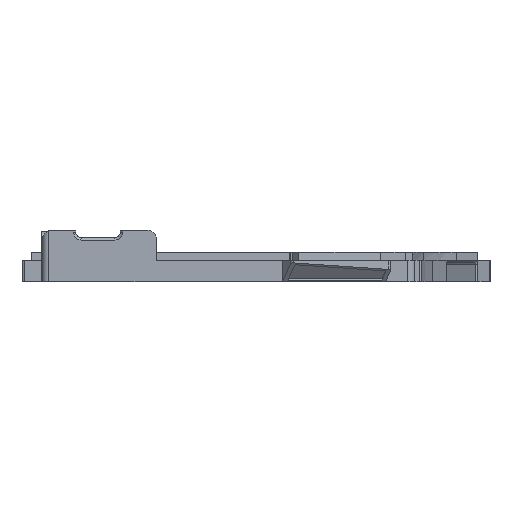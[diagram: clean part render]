
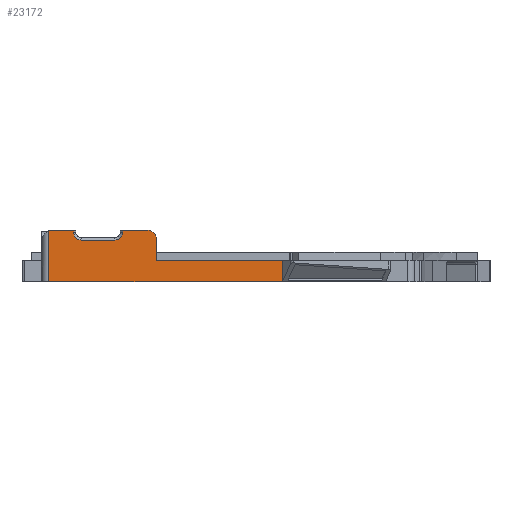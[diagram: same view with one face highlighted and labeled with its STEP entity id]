
A CAD part, left-side view. The second image highlights one B-rep face of the part: STEP entity #23172.
In plain terms, the highlighted planar face has unit normal (-1, 0, 0).
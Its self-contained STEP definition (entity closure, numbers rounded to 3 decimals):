
#1830=LINE('',#30692,#4004);
#2622=LINE('',#35712,#4796);
#2643=LINE('',#35777,#4817);
#3115=LINE('',#38705,#5289);
#3122=LINE('',#38726,#5296);
#3124=LINE('',#38731,#5298);
#3130=LINE('',#38745,#5304);
#3171=LINE('',#38842,#5345);
#3179=LINE('',#38862,#5353);
#3689=LINE('',#41866,#5863);
#3690=LINE('',#41868,#5864);
#4004=VECTOR('',#24806,10.);
#4796=VECTOR('',#26218,10.);
#4817=VECTOR('',#26253,10.);
#5289=VECTOR('',#27461,10.);
#5296=VECTOR('',#27482,10.);
#5298=VECTOR('',#27486,10.);
#5304=VECTOR('',#27500,10.);
#5345=VECTOR('',#27601,10.);
#5353=VECTOR('',#27625,10.);
#5863=VECTOR('',#28647,10.);
#5864=VECTOR('',#28650,10.);
#7227=FACE_OUTER_BOUND('',#8567,.T.);
#8567=EDGE_LOOP('',(#20980,#20981,#20982,#20983,#20984,#20985,#20986,#20987,
#20988,#20989,#20990,#20991,#20992,#20993));
#8905=CIRCLE('',#24051,1.7);
#8907=CIRCLE('',#24054,1.7);
#8919=CIRCLE('',#24103,1.8);
#9197=VERTEX_POINT('',#30689);
#9198=VERTEX_POINT('',#30691);
#10318=VERTEX_POINT('',#35709);
#10319=VERTEX_POINT('',#35711);
#11133=VERTEX_POINT('',#38702);
#11134=VERTEX_POINT('',#38704);
#11136=VERTEX_POINT('',#38710);
#11139=VERTEX_POINT('',#38717);
#11140=VERTEX_POINT('',#38722);
#11143=VERTEX_POINT('',#38729);
#11147=VERTEX_POINT('',#38744);
#11173=VERTEX_POINT('',#38840);
#11177=VERTEX_POINT('',#38860);
#11179=VERTEX_POINT('',#38870);
#11581=EDGE_CURVE('',#9197,#9198,#1830,.T.);
#12946=EDGE_CURVE('',#10318,#10319,#2622,.T.);
#12976=EDGE_CURVE('',#10319,#9197,#2643,.T.);
#13910=EDGE_CURVE('',#11133,#11134,#3115,.T.);
#13913=EDGE_CURVE('',#11134,#11136,#8905,.T.);
#13917=EDGE_CURVE('',#11139,#11133,#8907,.T.);
#13921=EDGE_CURVE('',#11136,#11140,#3122,.T.);
#13923=EDGE_CURVE('',#11143,#11139,#3124,.T.);
#13930=EDGE_CURVE('',#11140,#11147,#3130,.T.);
#13979=EDGE_CURVE('',#11173,#11143,#3171,.T.);
#13989=EDGE_CURVE('',#11173,#11177,#3179,.T.);
#13994=EDGE_CURVE('',#11179,#11147,#8919,.T.);
#14504=EDGE_CURVE('',#11177,#9198,#3689,.T.);
#14505=EDGE_CURVE('',#11179,#10318,#3690,.T.);
#20980=ORIENTED_EDGE('',*,*,#14504,.T.);
#20981=ORIENTED_EDGE('',*,*,#11581,.F.);
#20982=ORIENTED_EDGE('',*,*,#12976,.F.);
#20983=ORIENTED_EDGE('',*,*,#12946,.F.);
#20984=ORIENTED_EDGE('',*,*,#14505,.F.);
#20985=ORIENTED_EDGE('',*,*,#13994,.T.);
#20986=ORIENTED_EDGE('',*,*,#13930,.F.);
#20987=ORIENTED_EDGE('',*,*,#13921,.F.);
#20988=ORIENTED_EDGE('',*,*,#13913,.F.);
#20989=ORIENTED_EDGE('',*,*,#13910,.F.);
#20990=ORIENTED_EDGE('',*,*,#13917,.F.);
#20991=ORIENTED_EDGE('',*,*,#13923,.F.);
#20992=ORIENTED_EDGE('',*,*,#13979,.F.);
#20993=ORIENTED_EDGE('',*,*,#13989,.T.);
#21979=PLANE('',#24356);
#23172=ADVANCED_FACE('',(#7227),#21979,.T.);
#24051=AXIS2_PLACEMENT_3D('',#38711,#27466,#27467);
#24054=AXIS2_PLACEMENT_3D('',#38719,#27474,#27475);
#24103=AXIS2_PLACEMENT_3D('',#38871,#27635,#27636);
#24356=AXIS2_PLACEMENT_3D('',#41867,#28648,#28649);
#24806=DIRECTION('',(0.,1.,0.));
#26218=DIRECTION('',(0.,-1.,0.));
#26253=DIRECTION('',(0.,0.,-1.));
#27461=DIRECTION('',(0.,-1.,0.));
#27466=DIRECTION('center_axis',(-1.,0.,0.));
#27467=DIRECTION('ref_axis',(0.,0.,-1.));
#27474=DIRECTION('center_axis',(-1.,0.,0.));
#27475=DIRECTION('ref_axis',(0.,1.,0.));
#27482=DIRECTION('',(0.,0.,1.));
#27486=DIRECTION('',(0.,0.,-1.));
#27500=DIRECTION('',(0.,-1.,0.));
#27601=DIRECTION('',(0.,-1.,0.));
#27625=DIRECTION('',(0.,0.826,-0.563));
#27635=DIRECTION('center_axis',(-1.,0.,0.));
#27636=DIRECTION('ref_axis',(0.,-1.,0.));
#28647=DIRECTION('',(0.,0.,-1.));
#28648=DIRECTION('center_axis',(-1.,0.,0.));
#28649=DIRECTION('ref_axis',(0.,1.,0.));
#28650=DIRECTION('',(0.,0.,-1.));
#30689=CARTESIAN_POINT('',(28.638,-98.604,-6.7));
#30691=CARTESIAN_POINT('',(28.638,-49.155,-6.7));
#30692=CARTESIAN_POINT('',(28.638,-49.155,-6.7));
#35709=CARTESIAN_POINT('',(28.638,-71.9,-2.2));
#35711=CARTESIAN_POINT('',(28.638,-98.604,-2.2));
#35712=CARTESIAN_POINT('',(28.638,-49.155,-2.2));
#35777=CARTESIAN_POINT('',(28.638,-98.604,-2.2));
#38702=CARTESIAN_POINT('',(28.638,-56.1,2.11));
#38704=CARTESIAN_POINT('',(28.638,-63.1,2.11));
#38705=CARTESIAN_POINT('',(28.638,-55.378,2.11));
#38710=CARTESIAN_POINT('',(28.638,-64.8,3.81));
#38711=CARTESIAN_POINT('Origin',(28.638,-63.1,3.81));
#38717=CARTESIAN_POINT('',(28.638,-54.4,3.81));
#38719=CARTESIAN_POINT('Origin',(28.638,-56.1,3.81));
#38722=CARTESIAN_POINT('',(28.638,-64.8,4.195));
#38726=CARTESIAN_POINT('',(28.638,-64.8,2.24));
#38729=CARTESIAN_POINT('',(28.638,-54.4,4.195));
#38731=CARTESIAN_POINT('',(28.638,-54.4,1.655));
#38744=CARTESIAN_POINT('',(28.638,-70.1,4.195));
#38745=CARTESIAN_POINT('',(28.638,-49.155,4.195));
#38840=CARTESIAN_POINT('',(28.638,-49.269,4.195));
#38842=CARTESIAN_POINT('',(28.638,-49.155,4.195));
#38860=CARTESIAN_POINT('',(28.638,-49.155,4.117));
#38862=CARTESIAN_POINT('',(28.638,-47.969,3.309));
#38870=CARTESIAN_POINT('',(28.638,-71.9,2.395));
#38871=CARTESIAN_POINT('Origin',(28.638,-70.1,2.395));
#41866=CARTESIAN_POINT('',(28.638,-49.155,-2.2));
#41867=CARTESIAN_POINT('Origin',(28.638,-71.9,-2.));
#41868=CARTESIAN_POINT('',(28.638,-71.9,-2.));
